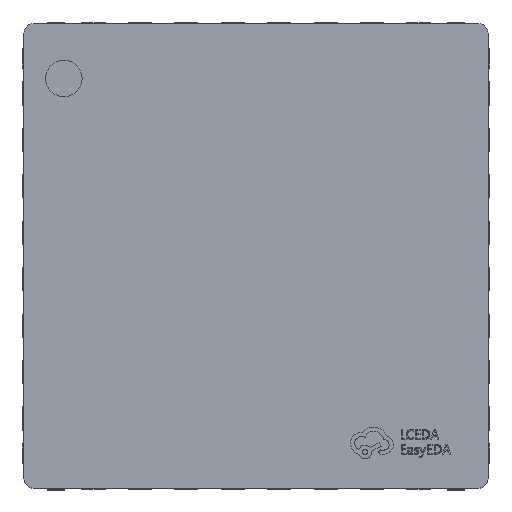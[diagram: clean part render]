
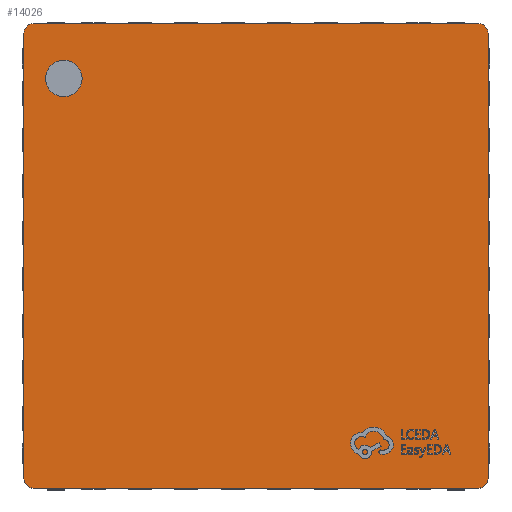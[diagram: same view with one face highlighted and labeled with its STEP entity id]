
A CAD part, top view. The second image highlights one B-rep face of the part: STEP entity #14026.
In plain terms, the highlighted planar face has unit normal (0, 0, 1).
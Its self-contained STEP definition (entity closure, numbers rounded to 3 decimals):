
#669 = ORIENTED_EDGE ( 'NONE', *, *, #21355, .T. ) ;
#1531 = CARTESIAN_POINT ( 'NONE',  ( -2.069, 1.911, 1. ) ) ;
#1598 = PLANE ( 'NONE',  #3308 ) ;
#1952 = ORIENTED_EDGE ( 'NONE', *, *, #7081, .T. ) ;
#2033 = CARTESIAN_POINT ( 'NONE',  ( 2.4, -2.4, 1. ) ) ;
#2035 = VERTEX_POINT ( 'NONE', #8884 ) ;
#2291 = AXIS2_PLACEMENT_3D ( 'NONE', #10385, #21163, #12239 ) ;
#2391 = DIRECTION ( 'NONE',  ( 1., 0., 0. ) ) ;
#2747 = CARTESIAN_POINT ( 'NONE',  ( -2.266, 1.911, 1. ) ) ;
#2790 = DIRECTION ( 'NONE',  ( 0., 0., 1. ) ) ;
#3308 = AXIS2_PLACEMENT_3D ( 'NONE', #5435, #17727, #8712 ) ;
#3561 = VECTOR ( 'NONE', #22706, 1000. ) ;
#4171 = ORIENTED_EDGE ( 'NONE', *, *, #11132, .T. ) ;
#4189 = DIRECTION ( 'NONE',  ( 1., 0., 0. ) ) ;
#4263 = EDGE_CURVE ( 'NONE', #16649, #11448, #5632, .T. ) ;
#4460 = ORIENTED_EDGE ( 'NONE', *, *, #16424, .T. ) ;
#4761 = CARTESIAN_POINT ( 'NONE',  ( 2.5, 2.5, 1. ) ) ;
#5109 = VECTOR ( 'NONE', #9794, 1000. ) ;
#5435 = CARTESIAN_POINT ( 'NONE',  ( 0., 0., 1. ) ) ;
#5632 = CIRCLE ( 'NONE', #2291, 0.1 ) ;
#5877 = AXIS2_PLACEMENT_3D ( 'NONE', #2033, #9380, #2391 ) ;
#6463 = VECTOR ( 'NONE', #18637, 1000. ) ;
#6929 = CARTESIAN_POINT ( 'NONE',  ( -2.4, -2.5, 1. ) ) ;
#7000 = EDGE_CURVE ( 'NONE', #13417, #10741, #23036, .T. ) ;
#7027 = VERTEX_POINT ( 'NONE', #15639 ) ;
#7081 = EDGE_CURVE ( 'NONE', #14363, #7027, #12240, .T. ) ;
#7536 = VERTEX_POINT ( 'NONE', #15577 ) ;
#7619 = ORIENTED_EDGE ( 'NONE', *, *, #11711, .T. ) ;
#7854 = DIRECTION ( 'NONE',  ( 1., 0., 0. ) ) ;
#7930 = EDGE_CURVE ( 'NONE', #10741, #2035, #21199, .T. ) ;
#7932 = EDGE_CURVE ( 'NONE', #21139, #7536, #10291, .T. ) ;
#8026 = EDGE_CURVE ( 'NONE', #7536, #21139, #21213, .T. ) ;
#8030 = DIRECTION ( 'NONE',  ( 0., 0., 1. ) ) ;
#8084 = DIRECTION ( 'NONE',  ( 0., 0., 1. ) ) ;
#8149 = CARTESIAN_POINT ( 'NONE',  ( -2.069, 1.911, 1. ) ) ;
#8644 = DIRECTION ( 'NONE',  ( 0., 0., 1. ) ) ;
#8709 = CIRCLE ( 'NONE', #19567, 0.1 ) ;
#8712 = DIRECTION ( 'NONE',  ( 1., 0., 0. ) ) ;
#8825 = VECTOR ( 'NONE', #17549, 1000. ) ;
#8884 = CARTESIAN_POINT ( 'NONE',  ( 2.4, -2.5, 1. ) ) ;
#9380 = DIRECTION ( 'NONE',  ( 0., 0., 1. ) ) ;
#9794 = DIRECTION ( 'NONE',  ( -1., 0., 0. ) ) ;
#10291 = CIRCLE ( 'NONE', #17383, 0.197 ) ;
#10385 = CARTESIAN_POINT ( 'NONE',  ( -2.4, 2.4, 1. ) ) ;
#10669 = AXIS2_PLACEMENT_3D ( 'NONE', #14702, #8030, #18360 ) ;
#10741 = VERTEX_POINT ( 'NONE', #6929 ) ;
#10810 = FACE_BOUND ( 'NONE', #18738, .T. ) ;
#11132 = EDGE_CURVE ( 'NONE', #13680, #16649, #18234, .T. ) ;
#11317 = CARTESIAN_POINT ( 'NONE',  ( -2.5, 2.5, 1. ) ) ;
#11448 = VERTEX_POINT ( 'NONE', #17245 ) ;
#11711 = EDGE_CURVE ( 'NONE', #2035, #14363, #17474, .T. ) ;
#12239 = DIRECTION ( 'NONE',  ( 1., 0., 0. ) ) ;
#12240 = LINE ( 'NONE', #4761, #3561 ) ;
#13103 = CARTESIAN_POINT ( 'NONE',  ( -2.5, -2.4, 1. ) ) ;
#13417 = VERTEX_POINT ( 'NONE', #13103 ) ;
#13680 = VERTEX_POINT ( 'NONE', #15067 ) ;
#14026 = ADVANCED_FACE ( 'NONE', ( #10810, #19619 ), #1598, .T. ) ;
#14080 = AXIS2_PLACEMENT_3D ( 'NONE', #8149, #2790, #4189 ) ;
#14084 = ORIENTED_EDGE ( 'NONE', *, *, #7932, .F. ) ;
#14363 = VERTEX_POINT ( 'NONE', #15102 ) ;
#14702 = CARTESIAN_POINT ( 'NONE',  ( -2.4, -2.4, 1. ) ) ;
#14747 = LINE ( 'NONE', #15769, #6463 ) ;
#15067 = CARTESIAN_POINT ( 'NONE',  ( 2.4, 2.5, 1. ) ) ;
#15102 = CARTESIAN_POINT ( 'NONE',  ( 2.5, -2.4, 1. ) ) ;
#15342 = CARTESIAN_POINT ( 'NONE',  ( 2.4, 2.4, 1. ) ) ;
#15577 = CARTESIAN_POINT ( 'NONE',  ( -1.873, 1.911, 1. ) ) ;
#15639 = CARTESIAN_POINT ( 'NONE',  ( 2.5, 2.4, 1. ) ) ;
#15769 = CARTESIAN_POINT ( 'NONE',  ( -2.5, 2.5, 1. ) ) ;
#16424 = EDGE_CURVE ( 'NONE', #7027, #13680, #8709, .T. ) ;
#16649 = VERTEX_POINT ( 'NONE', #19579 ) ;
#17245 = CARTESIAN_POINT ( 'NONE',  ( -2.5, 2.4, 1. ) ) ;
#17383 = AXIS2_PLACEMENT_3D ( 'NONE', #1531, #8644, #22965 ) ;
#17474 = CIRCLE ( 'NONE', #5877, 0.1 ) ;
#17549 = DIRECTION ( 'NONE',  ( 1., 0., 0. ) ) ;
#17727 = DIRECTION ( 'NONE',  ( 0., 0., 1. ) ) ;
#18234 = LINE ( 'NONE', #11317, #5109 ) ;
#18360 = DIRECTION ( 'NONE',  ( 1., 0., 0. ) ) ;
#18612 = ORIENTED_EDGE ( 'NONE', *, *, #7930, .T. ) ;
#18637 = DIRECTION ( 'NONE',  ( 0., -1., 0. ) ) ;
#18738 = EDGE_LOOP ( 'NONE', ( #21265, #14084 ) ) ;
#19331 = CARTESIAN_POINT ( 'NONE',  ( -2.5, -2.5, 1. ) ) ;
#19567 = AXIS2_PLACEMENT_3D ( 'NONE', #15342, #8084, #7854 ) ;
#19579 = CARTESIAN_POINT ( 'NONE',  ( -2.4, 2.5, 1. ) ) ;
#19619 = FACE_OUTER_BOUND ( 'NONE', #19697, .T. ) ;
#19697 = EDGE_LOOP ( 'NONE', ( #18612, #7619, #1952, #4460, #4171, #20756, #669, #19840 ) ) ;
#19840 = ORIENTED_EDGE ( 'NONE', *, *, #7000, .T. ) ;
#20756 = ORIENTED_EDGE ( 'NONE', *, *, #4263, .T. ) ;
#21139 = VERTEX_POINT ( 'NONE', #2747 ) ;
#21163 = DIRECTION ( 'NONE',  ( 0., 0., 1. ) ) ;
#21199 = LINE ( 'NONE', #19331, #8825 ) ;
#21213 = CIRCLE ( 'NONE', #14080, 0.197 ) ;
#21265 = ORIENTED_EDGE ( 'NONE', *, *, #8026, .F. ) ;
#21355 = EDGE_CURVE ( 'NONE', #11448, #13417, #14747, .T. ) ;
#22706 = DIRECTION ( 'NONE',  ( 0., 1., 0. ) ) ;
#22965 = DIRECTION ( 'NONE',  ( 1., 0., 0. ) ) ;
#23036 = CIRCLE ( 'NONE', #10669, 0.1 ) ;
